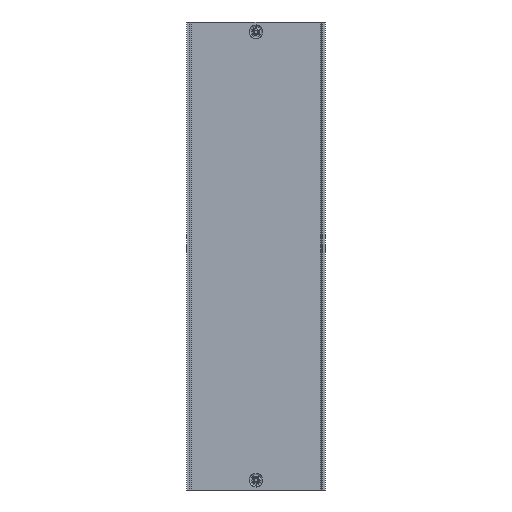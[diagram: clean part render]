
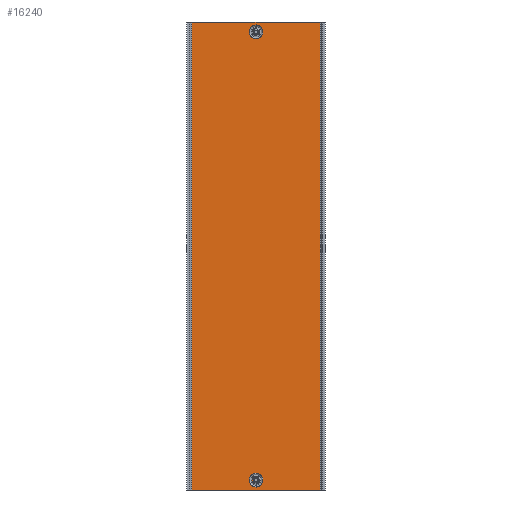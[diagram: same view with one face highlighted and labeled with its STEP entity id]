
A CAD part, front view. The second image highlights one B-rep face of the part: STEP entity #16240.
In plain terms, the highlighted planar face has unit normal (0, -1, 0).
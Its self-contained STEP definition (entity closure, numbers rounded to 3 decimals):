
#4085=DIRECTION('',(0.,0.,-1.));
#4086=VECTOR('',#4085,281.);
#4087=CARTESIAN_POINT('',(-38.6,-2.3,140.5));
#4088=LINE('',#4087,#4086);
#4089=DIRECTION('',(1.,0.,0.));
#4090=VECTOR('',#4089,77.2);
#4091=CARTESIAN_POINT('',(-38.6,-2.3,140.5));
#4092=LINE('',#4091,#4090);
#4093=DIRECTION('',(0.,0.,1.));
#4094=VECTOR('',#4093,281.);
#4095=CARTESIAN_POINT('',(38.6,-2.3,-140.5));
#4096=LINE('',#4095,#4094);
#4097=DIRECTION('',(-1.,0.,0.));
#4098=VECTOR('',#4097,77.2);
#4099=CARTESIAN_POINT('',(38.6,-2.3,-140.5));
#4100=LINE('',#4099,#4098);
#4101=CARTESIAN_POINT('',(0.,-2.3,132.85));
#4102=DIRECTION('',(0.,1.,0.));
#4103=DIRECTION('',(1.,0.,0.));
#4104=AXIS2_PLACEMENT_3D('',#4101,#4102,#4103);
#4106=DIRECTION('',(0.,0.,-1.));
#4107=VECTOR('',#4106,3.5);
#4108=CARTESIAN_POINT('',(1.6,-2.3,136.35));
#4109=LINE('',#4108,#4107);
#4110=CARTESIAN_POINT('',(0.,-2.3,136.35));
#4111=DIRECTION('',(0.,1.,0.));
#4112=DIRECTION('',(-1.,0.,0.));
#4113=AXIS2_PLACEMENT_3D('',#4110,#4111,#4112);
#4115=DIRECTION('',(0.,0.,1.));
#4116=VECTOR('',#4115,3.5);
#4117=CARTESIAN_POINT('',(-1.6,-2.3,132.85));
#4118=LINE('',#4117,#4116);
#4119=CARTESIAN_POINT('',(0.,-2.3,-132.85));
#4120=DIRECTION('',(0.,-1.,0.));
#4121=DIRECTION('',(1.,0.,0.));
#4122=AXIS2_PLACEMENT_3D('',#4119,#4120,#4121);
#4124=DIRECTION('',(0.,0.,-1.));
#4125=VECTOR('',#4124,3.5);
#4126=CARTESIAN_POINT('',(-1.6,-2.3,-132.85));
#4127=LINE('',#4126,#4125);
#4128=CARTESIAN_POINT('',(0.,-2.3,-136.35));
#4129=DIRECTION('',(0.,-1.,0.));
#4130=DIRECTION('',(-1.,0.,0.));
#4131=AXIS2_PLACEMENT_3D('',#4128,#4129,#4130);
#4133=DIRECTION('',(0.,0.,1.));
#4134=VECTOR('',#4133,3.5);
#4135=CARTESIAN_POINT('',(1.6,-2.3,-136.35));
#4136=LINE('',#4135,#4134);
#10356=CARTESIAN_POINT('',(38.6,-2.3,-140.5));
#10357=CARTESIAN_POINT('',(38.6,-2.3,140.5));
#10358=VERTEX_POINT('',#10356);
#10359=VERTEX_POINT('',#10357);
#10376=CARTESIAN_POINT('',(-38.6,-2.3,140.5));
#10377=CARTESIAN_POINT('',(-38.6,-2.3,-140.5));
#10378=VERTEX_POINT('',#10376);
#10379=VERTEX_POINT('',#10377);
#10520=CARTESIAN_POINT('',(1.6,-2.3,132.85));
#10521=CARTESIAN_POINT('',(-1.6,-2.3,132.85));
#10522=VERTEX_POINT('',#10520);
#10523=VERTEX_POINT('',#10521);
#10524=CARTESIAN_POINT('',(-1.6,-2.3,136.35));
#10525=VERTEX_POINT('',#10524);
#10526=CARTESIAN_POINT('',(1.6,-2.3,136.35));
#10527=VERTEX_POINT('',#10526);
#10528=CARTESIAN_POINT('',(1.6,-2.3,-132.85));
#10529=CARTESIAN_POINT('',(-1.6,-2.3,-132.85));
#10530=VERTEX_POINT('',#10528);
#10531=VERTEX_POINT('',#10529);
#10532=CARTESIAN_POINT('',(-1.6,-2.3,-136.35));
#10533=VERTEX_POINT('',#10532);
#10534=CARTESIAN_POINT('',(1.6,-2.3,-136.35));
#10535=VERTEX_POINT('',#10534);
#16207=CARTESIAN_POINT('',(0.,-2.3,-140.5));
#16208=DIRECTION('',(0.,-1.,0.));
#16209=DIRECTION('',(1.,0.,0.));
#16210=AXIS2_PLACEMENT_3D('',#16207,#16208,#16209);
#16211=PLANE('',#16210);
#16213=ORIENTED_EDGE('',*,*,#16212,.F.);
#16215=ORIENTED_EDGE('',*,*,#16214,.T.);
#16216=ORIENTED_EDGE('',*,*,#16198,.F.);
#16217=ORIENTED_EDGE('',*,*,#16123,.T.);
#16218=EDGE_LOOP('',(#16213,#16215,#16216,#16217));
#16219=FACE_OUTER_BOUND('',#16218,.F.);
#16221=ORIENTED_EDGE('',*,*,#16220,.F.);
#16223=ORIENTED_EDGE('',*,*,#16222,.F.);
#16225=ORIENTED_EDGE('',*,*,#16224,.F.);
#16227=ORIENTED_EDGE('',*,*,#16226,.F.);
#16228=EDGE_LOOP('',(#16221,#16223,#16225,#16227));
#16229=FACE_BOUND('',#16228,.F.);
#16231=ORIENTED_EDGE('',*,*,#16230,.T.);
#16233=ORIENTED_EDGE('',*,*,#16232,.T.);
#16235=ORIENTED_EDGE('',*,*,#16234,.T.);
#16237=ORIENTED_EDGE('',*,*,#16236,.T.);
#16238=EDGE_LOOP('',(#16231,#16233,#16235,#16237));
#16239=FACE_BOUND('',#16238,.F.);
#16240=ADVANCED_FACE('',(#16219,#16229,#16239),#16211,.T.);
#4105=CIRCLE('',#4104,1.6);
#4114=CIRCLE('',#4113,1.6);
#4123=CIRCLE('',#4122,1.6);
#4132=CIRCLE('',#4131,1.6);
#16123=EDGE_CURVE('',#10358,#10379,#4100,.T.);
#16198=EDGE_CURVE('',#10358,#10359,#4096,.T.);
#16212=EDGE_CURVE('',#10378,#10379,#4088,.T.);
#16214=EDGE_CURVE('',#10378,#10359,#4092,.T.);
#16220=EDGE_CURVE('',#10522,#10523,#4105,.T.);
#16222=EDGE_CURVE('',#10527,#10522,#4109,.T.);
#16224=EDGE_CURVE('',#10525,#10527,#4114,.T.);
#16226=EDGE_CURVE('',#10523,#10525,#4118,.T.);
#16230=EDGE_CURVE('',#10530,#10531,#4123,.T.);
#16232=EDGE_CURVE('',#10531,#10533,#4127,.T.);
#16234=EDGE_CURVE('',#10533,#10535,#4132,.T.);
#16236=EDGE_CURVE('',#10535,#10530,#4136,.T.);
